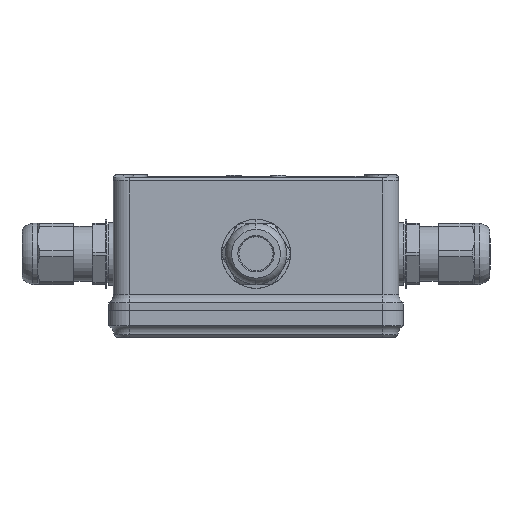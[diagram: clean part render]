
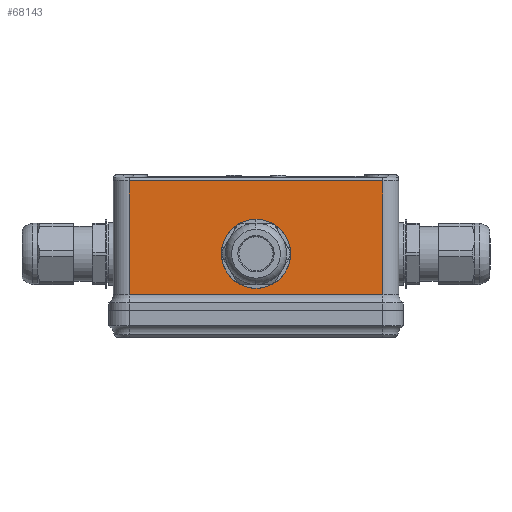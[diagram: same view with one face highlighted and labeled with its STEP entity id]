
A CAD part, front view. The second image highlights one B-rep face of the part: STEP entity #68143.
In plain terms, the highlighted planar face has unit normal (0, -1, 0).
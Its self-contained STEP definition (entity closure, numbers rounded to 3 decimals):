
#147 = DIRECTION ( 'NONE',  ( 0., -1., 0. ) ) ;
#4717 = EDGE_LOOP ( 'NONE', ( #46750, #36113 ) ) ;
#5264 = CIRCLE ( 'NONE', #94566, 10.1 ) ;
#5485 = CARTESIAN_POINT ( 'NONE',  ( -49.5, -55.8, 50.7 ) ) ;
#5734 = EDGE_CURVE ( 'NONE', #36266, #28942, #16360, .T. ) ;
#6043 = EDGE_CURVE ( 'NONE', #22421, #38342, #17470, .T. ) ;
#7667 = CARTESIAN_POINT ( 'NONE',  ( -49.5, -55.8, -162.635 ) ) ;
#10156 = ORIENTED_EDGE ( 'NONE', *, *, #10324, .T. ) ;
#10324 = EDGE_CURVE ( 'NONE', #83191, #92384, #49075, .T. ) ;
#15816 = VECTOR ( 'NONE', #81700, 1000. ) ;
#16360 = CIRCLE ( 'NONE', #77599, 10.1 ) ;
#17359 = CARTESIAN_POINT ( 'NONE',  ( 0., -55.8, 12.1 ) ) ;
#17470 = LINE ( 'NONE', #34030, #72861 ) ;
#21173 = CARTESIAN_POINT ( 'NONE',  ( 0., -55.8, 22.2 ) ) ;
#22421 = VERTEX_POINT ( 'NONE', #56148 ) ;
#22787 = EDGE_CURVE ( 'NONE', #92384, #22421, #38539, .T. ) ;
#26612 = VECTOR ( 'NONE', #80909, 1000. ) ;
#27879 = ORIENTED_EDGE ( 'NONE', *, *, #93648, .F. ) ;
#28788 = DIRECTION ( 'NONE',  ( 0., 0., -1. ) ) ;
#28942 = VERTEX_POINT ( 'NONE', #17359 ) ;
#34030 = CARTESIAN_POINT ( 'NONE',  ( -49.5, -55.8, 50.7 ) ) ;
#34501 = CARTESIAN_POINT ( 'NONE',  ( 49.5, -55.8, 6.273 ) ) ;
#35456 = CARTESIAN_POINT ( 'NONE',  ( 49.5, -55.8, 6.273 ) ) ;
#36113 = ORIENTED_EDGE ( 'NONE', *, *, #40891, .F. ) ;
#36266 = VERTEX_POINT ( 'NONE', #53069 ) ;
#38016 = DIRECTION ( 'NONE',  ( 0., -1., 0. ) ) ;
#38342 = VERTEX_POINT ( 'NONE', #5485 ) ;
#38539 = LINE ( 'NONE', #62080, #93893 ) ;
#40891 = EDGE_CURVE ( 'NONE', #28942, #36266, #5264, .T. ) ;
#41315 = DIRECTION ( 'NONE',  ( -1., 0., 0. ) ) ;
#45381 = CARTESIAN_POINT ( 'NONE',  ( 0., -55.8, 22.2 ) ) ;
#46602 = EDGE_LOOP ( 'NONE', ( #96224, #58503, #27879, #10156 ) ) ;
#46750 = ORIENTED_EDGE ( 'NONE', *, *, #5734, .F. ) ;
#48083 = FACE_BOUND ( 'NONE', #4717, .T. ) ;
#49075 = LINE ( 'NONE', #35456, #26612 ) ;
#52948 = DIRECTION ( 'NONE',  ( 0., 0., -1. ) ) ;
#53069 = CARTESIAN_POINT ( 'NONE',  ( 0., -55.8, 32.3 ) ) ;
#56148 = CARTESIAN_POINT ( 'NONE',  ( 49.5, -55.8, 50.7 ) ) ;
#58503 = ORIENTED_EDGE ( 'NONE', *, *, #6043, .T. ) ;
#62080 = CARTESIAN_POINT ( 'NONE',  ( 49.5, -55.8, -162.635 ) ) ;
#68143 = ADVANCED_FACE ( 'NONE', ( #48083, #70420 ), #83102, .T. ) ;
#70420 = FACE_OUTER_BOUND ( 'NONE', #46602, .T. ) ;
#72861 = VECTOR ( 'NONE', #41315, 1000. ) ;
#73054 = CARTESIAN_POINT ( 'NONE',  ( -49.5, -55.8, 6.273 ) ) ;
#73919 = DIRECTION ( 'NONE',  ( 0., -1., 0. ) ) ;
#74148 = CARTESIAN_POINT ( 'NONE',  ( -49.5, -55.8, -162.635 ) ) ;
#77153 = DIRECTION ( 'NONE',  ( 0., 0., 1. ) ) ;
#77599 = AXIS2_PLACEMENT_3D ( 'NONE', #21173, #73919, #28788 ) ;
#78288 = LINE ( 'NONE', #74148, #15816 ) ;
#80909 = DIRECTION ( 'NONE',  ( 1., 0., 0. ) ) ;
#81700 = DIRECTION ( 'NONE',  ( 0., 0., 1. ) ) ;
#83102 = PLANE ( 'NONE',  #88783 ) ;
#83191 = VERTEX_POINT ( 'NONE', #73054 ) ;
#88783 = AXIS2_PLACEMENT_3D ( 'NONE', #7667, #38016, #90694 ) ;
#90694 = DIRECTION ( 'NONE',  ( 0., 0., -1. ) ) ;
#92384 = VERTEX_POINT ( 'NONE', #34501 ) ;
#93648 = EDGE_CURVE ( 'NONE', #83191, #38342, #78288, .T. ) ;
#93893 = VECTOR ( 'NONE', #77153, 1000. ) ;
#94566 = AXIS2_PLACEMENT_3D ( 'NONE', #45381, #147, #52948 ) ;
#96224 = ORIENTED_EDGE ( 'NONE', *, *, #22787, .T. ) ;
